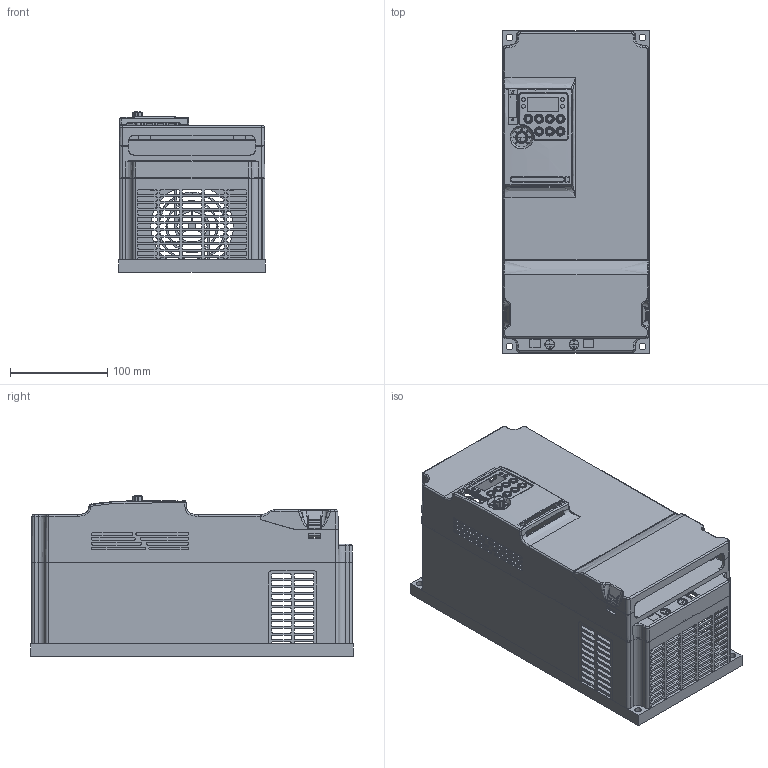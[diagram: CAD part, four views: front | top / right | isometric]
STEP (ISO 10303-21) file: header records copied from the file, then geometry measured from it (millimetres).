
FILE_DESCRIPTION((''),'2;1');
FILE_NAME('NZ200-15-22KW-3D','2022-08-31T09:21:54',('CHEN'),(''),'CREO PARAMETRIC BY PTC INC, 2020053','CREO PARAMETRIC BY PTC INC, 2020053','');
FILE_SCHEMA(('CONFIG_CONTROL_DESIGN'));
Products named in the file (1): NZ200-15-22KW-3D
Bounding box: 151 x 332 x 165.5 mm (x, y, z)
Volume: 197 mm3; surface area: 481079.1 mm2
Topology: 7 solids, 26 shells, 3537 faces, 10027 edges, 6536 vertices
Faces by surface type: plane 2180, cylinder 948, bspline 201, torus 98, cone 57, sphere 44, extrusion 9
Entity records: 132162 total; most frequent: CARTESIAN_POINT 41401, ORIENTED_EDGE 19792, DIRECTION 17438, EDGE_CURVE 9979, VECTOR 6812, LINE 6803, VERTEX_POINT 6536, AXIS2_PLACEMENT_3D 5313
